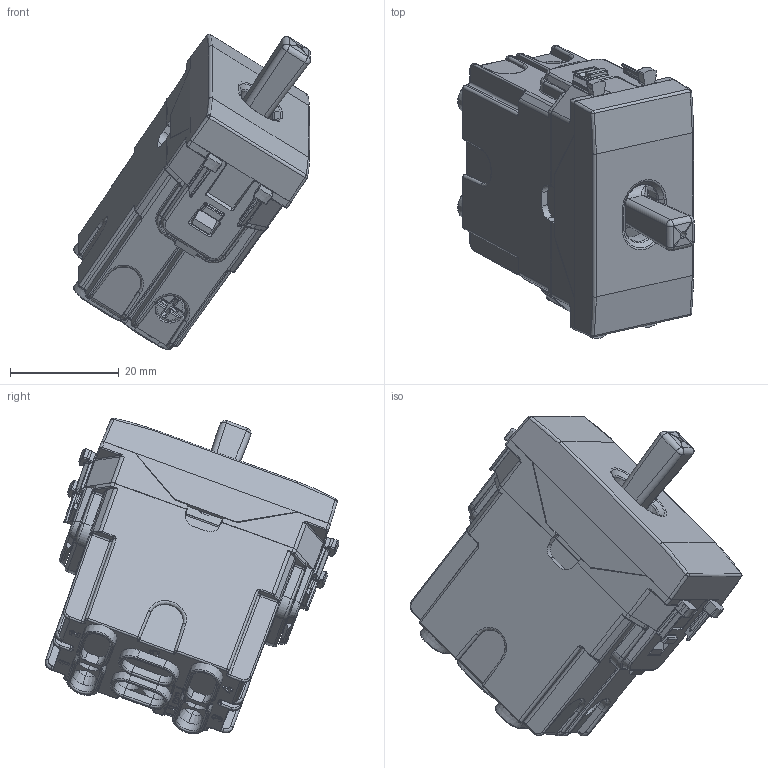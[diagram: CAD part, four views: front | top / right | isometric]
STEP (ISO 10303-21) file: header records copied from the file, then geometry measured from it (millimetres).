
FILE_DESCRIPTION(('CATIA V5 STEP Exchange'),'2;1');
FILE_NAME('441053LV.stp','2024-02-15T09:56:24+00:00',('none'),('none'),'CATIA Version 5-6 Release 2016 SP6','CATIA V5 STEP AP203','none');
FILE_SCHEMA(('CONFIG_CONTROL_DESIGN'));
Products named in the file (1): 441053LV
Assembly tree (14 placements, depth 2):
  441053LV
    #57
    #42854
    #62752  x2
    #64284  x3
    #66197  x3
    #67089
    #69739
    #74302
    #132061
Bounding box: 43.57 x 54.13 x 58.18 mm (x, y, z)
Volume: 18571.7 mm3; surface area: 29765.2 mm2
Topology: 16 solids, 16 shells, 3704 faces, 9751 edges, 5924 vertices
Faces by surface type: plane 1546, cylinder 1211, bspline 479, cone 197, torus 129, sphere 126, extrusion 12, revolution 4
Entity records: 134194 total; most frequent: CARTESIAN_POINT 60392, ORIENTED_EDGE 17982, DIRECTION 10513, EDGE_CURVE 8991, VERTEX_POINT 5544, VECTOR 4426, LINE 4414, AXIS2_PLACEMENT_3D 3708
